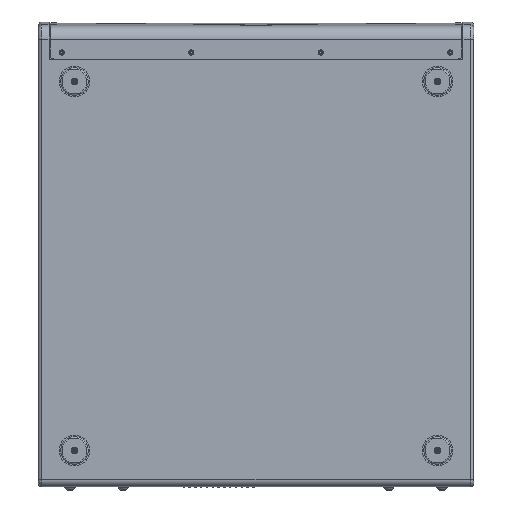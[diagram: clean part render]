
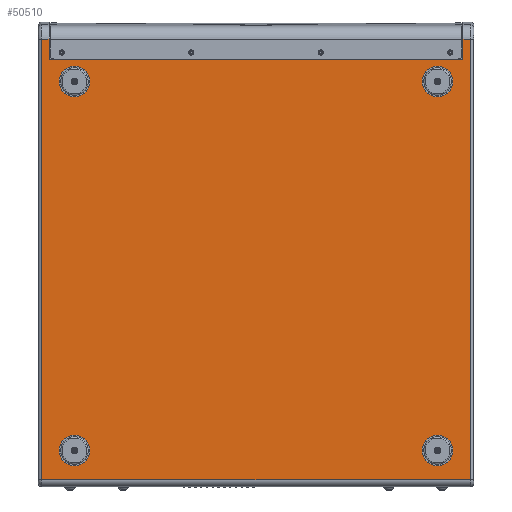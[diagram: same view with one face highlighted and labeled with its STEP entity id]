
A CAD part, front view. The second image highlights one B-rep face of the part: STEP entity #50510.
In plain terms, the highlighted planar face has unit normal (0, -1, 0).
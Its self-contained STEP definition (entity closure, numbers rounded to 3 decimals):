
#4129 = ORIENTED_EDGE ( 'NONE', *, *, #14492, .F. ) ;
#4476 = VERTEX_POINT ( 'NONE', #94062 ) ;
#5366 = CARTESIAN_POINT ( 'NONE',  ( 250., -278., -258. ) ) ;
#5452 = FACE_BOUND ( 'NONE', #20126, .T. ) ;
#5593 = EDGE_CURVE ( 'NONE', #53261, #46986, #77921, .T. ) ;
#6562 = DIRECTION ( 'NONE',  ( 0., 0., -1. ) ) ;
#7596 = DIRECTION ( 'NONE',  ( 0., 0., -1. ) ) ;
#8015 = CARTESIAN_POINT ( 'NONE',  ( -300., -278., 308. ) ) ;
#8826 = CARTESIAN_POINT ( 'NONE',  ( 285., -278., 308. ) ) ;
#9448 = ORIENTED_EDGE ( 'NONE', *, *, #5593, .F. ) ;
#10526 = CARTESIAN_POINT ( 'NONE',  ( -250., -278., -279. ) ) ;
#12030 = CARTESIAN_POINT ( 'NONE',  ( -250., -278., 250. ) ) ;
#12266 = DIRECTION ( 'NONE',  ( 0., 0., -1. ) ) ;
#13220 = DIRECTION ( 'NONE',  ( 0., 0., -1. ) ) ;
#14492 = EDGE_CURVE ( 'NONE', #59028, #56116, #30138, .T. ) ;
#17276 = CARTESIAN_POINT ( 'NONE',  ( 250., -278., 271. ) ) ;
#17624 = ORIENTED_EDGE ( 'NONE', *, *, #20458, .F. ) ;
#17999 = CARTESIAN_POINT ( 'NONE',  ( 285., -278., 308. ) ) ;
#20126 = EDGE_LOOP ( 'NONE', ( #47523, #9448 ) ) ;
#20458 = EDGE_CURVE ( 'NONE', #56116, #59028, #142445, .T. ) ;
#21247 = EDGE_CURVE ( 'NONE', #79779, #4476, #52369, .T. ) ;
#23361 = VERTEX_POINT ( 'NONE', #86205 ) ;
#23470 = VECTOR ( 'NONE', #156273, 1000. ) ;
#23703 = ORIENTED_EDGE ( 'NONE', *, *, #97833, .F. ) ;
#24394 = CARTESIAN_POINT ( 'NONE',  ( -295., -278., -298. ) ) ;
#25047 = VERTEX_POINT ( 'NONE', #24394 ) ;
#28907 = CARTESIAN_POINT ( 'NONE',  ( 295., -278., 308. ) ) ;
#30138 = CIRCLE ( 'NONE', #109816, 21. ) ;
#31370 = EDGE_CURVE ( 'NONE', #25047, #176482, #47562, .T. ) ;
#32863 = LINE ( 'NONE', #17999, #166078 ) ;
#37371 = FACE_BOUND ( 'NONE', #150355, .T. ) ;
#41353 = VECTOR ( 'NONE', #192024, 1000. ) ;
#41589 = EDGE_CURVE ( 'NONE', #191293, #155230, #149515, .T. ) ;
#41725 = CARTESIAN_POINT ( 'NONE',  ( 285., -278., 280. ) ) ;
#41888 = ORIENTED_EDGE ( 'NONE', *, *, #41589, .F. ) ;
#43056 = DIRECTION ( 'NONE',  ( 0., -1., 0. ) ) ;
#45997 = VECTOR ( 'NONE', #216719, 1000. ) ;
#46986 = VERTEX_POINT ( 'NONE', #119609 ) ;
#47523 = ORIENTED_EDGE ( 'NONE', *, *, #212783, .F. ) ;
#47562 = LINE ( 'NONE', #120099, #193306 ) ;
#50510 = ADVANCED_FACE ( 'NONE', ( #160877, #37371, #57741, #5452, #92847 ), #91707, .T. ) ;
#51247 = DIRECTION ( 'NONE',  ( 0., 0., -1. ) ) ;
#52369 = CIRCLE ( 'NONE', #157426, 21. ) ;
#53261 = VERTEX_POINT ( 'NONE', #17276 ) ;
#54215 = CARTESIAN_POINT ( 'NONE',  ( -250., -278., -258. ) ) ;
#55259 = DIRECTION ( 'NONE',  ( 0., 0., -1. ) ) ;
#56116 = VERTEX_POINT ( 'NONE', #10526 ) ;
#57741 = FACE_BOUND ( 'NONE', #172893, .T. ) ;
#58317 = DIRECTION ( 'NONE',  ( 0., -1., 0. ) ) ;
#59028 = VERTEX_POINT ( 'NONE', #73757 ) ;
#59885 = DIRECTION ( 'NONE',  ( 0., -1., 0. ) ) ;
#59913 = CARTESIAN_POINT ( 'NONE',  ( 285., -278., 280. ) ) ;
#60529 = CIRCLE ( 'NONE', #100277, 21. ) ;
#62525 = EDGE_CURVE ( 'NONE', #183632, #84695, #215212, .T. ) ;
#66018 = CARTESIAN_POINT ( 'NONE',  ( -250., -278., -258. ) ) ;
#68960 = ORIENTED_EDGE ( 'NONE', *, *, #21247, .F. ) ;
#69518 = LINE ( 'NONE', #101346, #41353 ) ;
#70705 = CARTESIAN_POINT ( 'NONE',  ( 250., -278., 250. ) ) ;
#71208 = CARTESIAN_POINT ( 'NONE',  ( 295., -278., 308. ) ) ;
#73255 = AXIS2_PLACEMENT_3D ( 'NONE', #70705, #115376, #13220 ) ;
#73757 = CARTESIAN_POINT ( 'NONE',  ( -250., -278., -237. ) ) ;
#74224 = EDGE_CURVE ( 'NONE', #23361, #183632, #69518, .T. ) ;
#75589 = CARTESIAN_POINT ( 'NONE',  ( 250., -278., -258. ) ) ;
#75852 = VECTOR ( 'NONE', #199263, 1000. ) ;
#77921 = CIRCLE ( 'NONE', #132185, 21. ) ;
#79071 = AXIS2_PLACEMENT_3D ( 'NONE', #108723, #106462, #6562 ) ;
#79769 = DIRECTION ( 'NONE',  ( 0., 0., -1. ) ) ;
#79779 = VERTEX_POINT ( 'NONE', #133477 ) ;
#80649 = ORIENTED_EDGE ( 'NONE', *, *, #62525, .F. ) ;
#84695 = VERTEX_POINT ( 'NONE', #8826 ) ;
#85200 = EDGE_CURVE ( 'NONE', #4476, #79779, #111638, .T. ) ;
#86205 = CARTESIAN_POINT ( 'NONE',  ( -285., -278., 280. ) ) ;
#91707 = PLANE ( 'NONE',  #79071 ) ;
#92738 = ORIENTED_EDGE ( 'NONE', *, *, #85200, .F. ) ;
#92847 = FACE_OUTER_BOUND ( 'NONE', #147579, .T. ) ;
#93146 = CARTESIAN_POINT ( 'NONE',  ( 295., -278., -298. ) ) ;
#94062 = CARTESIAN_POINT ( 'NONE',  ( -250., -278., 229. ) ) ;
#94608 = ORIENTED_EDGE ( 'NONE', *, *, #151839, .T. ) ;
#96198 = EDGE_LOOP ( 'NONE', ( #92738, #68960 ) ) ;
#97833 = EDGE_CURVE ( 'NONE', #155230, #191293, #60529, .T. ) ;
#100277 = AXIS2_PLACEMENT_3D ( 'NONE', #5366, #59885, #7596 ) ;
#101346 = CARTESIAN_POINT ( 'NONE',  ( -285., -278., 280. ) ) ;
#106462 = DIRECTION ( 'NONE',  ( 0., -1., 0. ) ) ;
#108456 = EDGE_CURVE ( 'NONE', #207995, #25047, #151549, .T. ) ;
#108723 = CARTESIAN_POINT ( 'NONE',  ( 0., -278., 0. ) ) ;
#109606 = DIRECTION ( 'NONE',  ( 0., -1., 0. ) ) ;
#109816 = AXIS2_PLACEMENT_3D ( 'NONE', #66018, #222452, #51247 ) ;
#110343 = CARTESIAN_POINT ( 'NONE',  ( -285., -278., 308. ) ) ;
#110444 = VERTEX_POINT ( 'NONE', #28907 ) ;
#110581 = VECTOR ( 'NONE', #160930, 1000. ) ;
#111638 = CIRCLE ( 'NONE', #184178, 21. ) ;
#114266 = CARTESIAN_POINT ( 'NONE',  ( -295., -278., 308. ) ) ;
#115376 = DIRECTION ( 'NONE',  ( 0., -1., 0. ) ) ;
#118972 = ORIENTED_EDGE ( 'NONE', *, *, #157747, .F. ) ;
#119609 = CARTESIAN_POINT ( 'NONE',  ( 250., -278., 229. ) ) ;
#120099 = CARTESIAN_POINT ( 'NONE',  ( 300., -278., -298. ) ) ;
#123301 = CARTESIAN_POINT ( 'NONE',  ( 250., -278., -237. ) ) ;
#126949 = CARTESIAN_POINT ( 'NONE',  ( -285., -278., 308. ) ) ;
#127146 = VECTOR ( 'NONE', #167487, 1000. ) ;
#128082 = LINE ( 'NONE', #126949, #110581 ) ;
#132185 = AXIS2_PLACEMENT_3D ( 'NONE', #198423, #43056, #12266 ) ;
#133477 = CARTESIAN_POINT ( 'NONE',  ( -250., -278., 271. ) ) ;
#134913 = DIRECTION ( 'NONE',  ( 1., 0., 0. ) ) ;
#142445 = CIRCLE ( 'NONE', #185932, 21. ) ;
#145623 = CARTESIAN_POINT ( 'NONE',  ( -250., -278., 250. ) ) ;
#147579 = EDGE_LOOP ( 'NONE', ( #210628, #217602, #165751, #94608, #118972, #80649, #186683, #182985 ) ) ;
#149515 = CIRCLE ( 'NONE', #197176, 21. ) ;
#150355 = EDGE_LOOP ( 'NONE', ( #23703, #41888 ) ) ;
#151549 = LINE ( 'NONE', #202623, #75852 ) ;
#151839 = EDGE_CURVE ( 'NONE', #176482, #110444, #157409, .T. ) ;
#152642 = EDGE_CURVE ( 'NONE', #168506, #23361, #128082, .T. ) ;
#154473 = EDGE_CURVE ( 'NONE', #207995, #168506, #213396, .T. ) ;
#155230 = VERTEX_POINT ( 'NONE', #195838 ) ;
#156273 = DIRECTION ( 'NONE',  ( 0., 0., 1. ) ) ;
#157409 = LINE ( 'NONE', #71208, #23470 ) ;
#157426 = AXIS2_PLACEMENT_3D ( 'NONE', #12030, #171948, #222944 ) ;
#157747 = EDGE_CURVE ( 'NONE', #84695, #110444, #32863, .T. ) ;
#160728 = DIRECTION ( 'NONE',  ( 0., 0., -1. ) ) ;
#160877 = FACE_BOUND ( 'NONE', #96198, .T. ) ;
#160930 = DIRECTION ( 'NONE',  ( 0., 0., -1. ) ) ;
#165751 = ORIENTED_EDGE ( 'NONE', *, *, #31370, .T. ) ;
#166078 = VECTOR ( 'NONE', #206351, 1000. ) ;
#167487 = DIRECTION ( 'NONE',  ( 0., 0., 1. ) ) ;
#168506 = VERTEX_POINT ( 'NONE', #110343 ) ;
#171948 = DIRECTION ( 'NONE',  ( 0., -1., 0. ) ) ;
#172893 = EDGE_LOOP ( 'NONE', ( #17624, #4129 ) ) ;
#176482 = VERTEX_POINT ( 'NONE', #93146 ) ;
#182985 = ORIENTED_EDGE ( 'NONE', *, *, #152642, .F. ) ;
#183632 = VERTEX_POINT ( 'NONE', #59913 ) ;
#184178 = AXIS2_PLACEMENT_3D ( 'NONE', #145623, #58317, #79769 ) ;
#185932 = AXIS2_PLACEMENT_3D ( 'NONE', #54215, #192535, #160728 ) ;
#186683 = ORIENTED_EDGE ( 'NONE', *, *, #74224, .F. ) ;
#191293 = VERTEX_POINT ( 'NONE', #123301 ) ;
#192024 = DIRECTION ( 'NONE',  ( 1., 0., 0. ) ) ;
#192535 = DIRECTION ( 'NONE',  ( 0., -1., 0. ) ) ;
#193306 = VECTOR ( 'NONE', #134913, 1000. ) ;
#195838 = CARTESIAN_POINT ( 'NONE',  ( 250., -278., -279. ) ) ;
#197176 = AXIS2_PLACEMENT_3D ( 'NONE', #75589, #109606, #55259 ) ;
#198423 = CARTESIAN_POINT ( 'NONE',  ( 250., -278., 250. ) ) ;
#199263 = DIRECTION ( 'NONE',  ( 0., 0., -1. ) ) ;
#202623 = CARTESIAN_POINT ( 'NONE',  ( -295., -278., -298. ) ) ;
#206351 = DIRECTION ( 'NONE',  ( 1., 0., 0. ) ) ;
#207139 = CIRCLE ( 'NONE', #73255, 21. ) ;
#207995 = VERTEX_POINT ( 'NONE', #114266 ) ;
#210628 = ORIENTED_EDGE ( 'NONE', *, *, #154473, .F. ) ;
#212783 = EDGE_CURVE ( 'NONE', #46986, #53261, #207139, .T. ) ;
#213396 = LINE ( 'NONE', #8015, #45997 ) ;
#215212 = LINE ( 'NONE', #41725, #127146 ) ;
#216719 = DIRECTION ( 'NONE',  ( 1., 0., 0. ) ) ;
#217602 = ORIENTED_EDGE ( 'NONE', *, *, #108456, .T. ) ;
#222452 = DIRECTION ( 'NONE',  ( 0., -1., 0. ) ) ;
#222944 = DIRECTION ( 'NONE',  ( 0., 0., -1. ) ) ;
